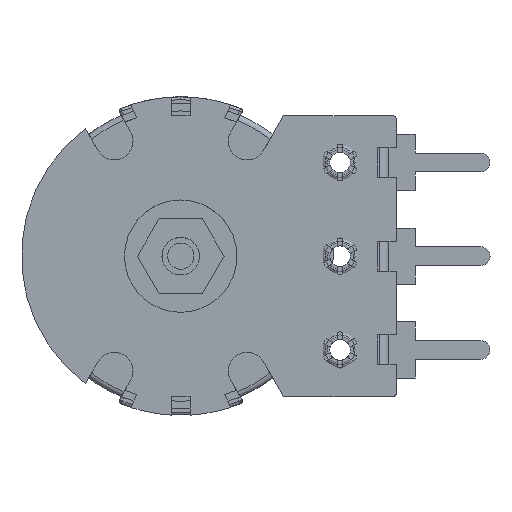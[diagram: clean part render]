
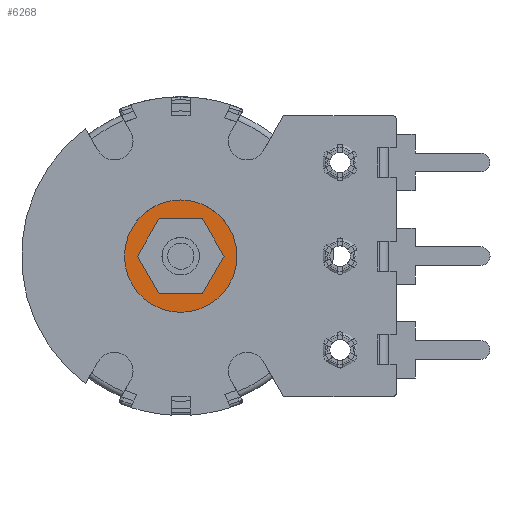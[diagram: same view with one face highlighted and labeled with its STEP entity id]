
A CAD part, left-side view. The second image highlights one B-rep face of the part: STEP entity #6268.
In plain terms, the highlighted face is planar.
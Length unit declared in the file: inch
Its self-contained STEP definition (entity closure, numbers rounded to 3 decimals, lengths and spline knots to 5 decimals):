
#110 = VECTOR ( 'NONE', #17698, 39.37008 ) ;
#435 = VERTEX_POINT ( 'NONE', #19570 ) ;
#477 = EDGE_CURVE ( 'NONE', #10043, #9262, #24158, .T. ) ;
#1310 = VERTEX_POINT ( 'NONE', #5266 ) ;
#1956 = ORIENTED_EDGE ( 'NONE', *, *, #24875, .F. ) ;
#2027 = CARTESIAN_POINT ( 'NONE',  ( -0.15029, 0.12613, 0.21881 ) ) ;
#4747 = CARTESIAN_POINT ( 'NONE',  ( -0.2684, 0.20488, 0.21881 ) ) ;
#5106 = EDGE_CURVE ( 'NONE', #16386, #10043, #28739, .T. ) ;
#5251 = VERTEX_POINT ( 'NONE', #17523 ) ;
#5266 = CARTESIAN_POINT ( 'NONE',  ( -0.03218, 0.20487, 0.21881 ) ) ;
#6268 = ADVANCED_FACE ( 'NONE', ( #14172, #16092 ), #22745, .T. ) ;
#6768 = DIRECTION ( 'NONE',  ( -1., 0., 0. ) ) ;
#8556 = CARTESIAN_POINT ( 'NONE',  ( -0.15029, 0.20487, 0.21881 ) ) ;
#8648 = DIRECTION ( 'NONE',  ( -0.5, 0.866, 0. ) ) ;
#8692 = CARTESIAN_POINT ( 'NONE',  ( -0.24121, 0.20488, 0.21881 ) ) ;
#8864 = EDGE_LOOP ( 'NONE', ( #13836, #19958, #12592, #20449, #23920, #10454 ) ) ;
#8888 = EDGE_CURVE ( 'NONE', #1310, #20995, #25847, .T. ) ;
#8965 = EDGE_LOOP ( 'NONE', ( #1956, #14755 ) ) ;
#9262 = VERTEX_POINT ( 'NONE', #16724 ) ;
#9479 = CARTESIAN_POINT ( 'NONE',  ( -0.05937, 0.20487, 0.21881 ) ) ;
#9656 = VERTEX_POINT ( 'NONE', #19180 ) ;
#10043 = VERTEX_POINT ( 'NONE', #17780 ) ;
#10454 = ORIENTED_EDGE ( 'NONE', *, *, #12200, .T. ) ;
#10670 = VECTOR ( 'NONE', #8648, 39.37008 ) ;
#11502 = CARTESIAN_POINT ( 'NONE',  ( -0.15029, 0.20487, 0.21881 ) ) ;
#11850 = LINE ( 'NONE', #23056, #19234 ) ;
#12143 = DIRECTION ( 'NONE',  ( 0.5, -0.866, 0. ) ) ;
#12200 = EDGE_CURVE ( 'NONE', #9656, #435, #23943, .T. ) ;
#12592 = ORIENTED_EDGE ( 'NONE', *, *, #5106, .T. ) ;
#13139 = AXIS2_PLACEMENT_3D ( 'NONE', #11502, #20475, #6768 ) ;
#13836 = ORIENTED_EDGE ( 'NONE', *, *, #15136, .T. ) ;
#14172 = FACE_BOUND ( 'NONE', #8864, .T. ) ;
#14263 = AXIS2_PLACEMENT_3D ( 'NONE', #24947, #25103, #27026 ) ;
#14755 = ORIENTED_EDGE ( 'NONE', *, *, #8888, .F. ) ;
#15136 = EDGE_CURVE ( 'NONE', #435, #5251, #22875, .T. ) ;
#15428 = VECTOR ( 'NONE', #19855, 39.37008 ) ;
#16092 = FACE_OUTER_BOUND ( 'NONE', #8965, .T. ) ;
#16316 = EDGE_CURVE ( 'NONE', #5251, #16386, #11850, .T. ) ;
#16386 = VERTEX_POINT ( 'NONE', #9479 ) ;
#16724 = CARTESIAN_POINT ( 'NONE',  ( -0.19575, 0.12614, 0.21881 ) ) ;
#17523 = CARTESIAN_POINT ( 'NONE',  ( -0.10483, 0.28361, 0.21881 ) ) ;
#17698 = DIRECTION ( 'NONE',  ( 0.5, 0.866, 0. ) ) ;
#17713 = DIRECTION ( 'NONE',  ( -1., 0., 0. ) ) ;
#17780 = CARTESIAN_POINT ( 'NONE',  ( -0.10483, 0.12613, 0.21881 ) ) ;
#17795 = LINE ( 'NONE', #21938, #10670 ) ;
#18888 = EDGE_CURVE ( 'NONE', #9262, #9656, #17795, .T. ) ;
#19180 = CARTESIAN_POINT ( 'NONE',  ( -0.24121, 0.20488, 0.21881 ) ) ;
#19234 = VECTOR ( 'NONE', #12143, 39.37008 ) ;
#19570 = CARTESIAN_POINT ( 'NONE',  ( -0.19575, 0.28362, 0.21881 ) ) ;
#19846 = VECTOR ( 'NONE', #23882, 39.37008 ) ;
#19855 = DIRECTION ( 'NONE',  ( -1., 0., 0. ) ) ;
#19920 = DIRECTION ( 'NONE',  ( 0., 0., -1. ) ) ;
#19958 = ORIENTED_EDGE ( 'NONE', *, *, #16316, .T. ) ;
#20449 = ORIENTED_EDGE ( 'NONE', *, *, #477, .T. ) ;
#20475 = DIRECTION ( 'NONE',  ( 0., 0., -1. ) ) ;
#20625 = CARTESIAN_POINT ( 'NONE',  ( -0.15029, 0.28361, 0.21881 ) ) ;
#20857 = CIRCLE ( 'NONE', #25108, 0.11811 ) ;
#20995 = VERTEX_POINT ( 'NONE', #4747 ) ;
#21938 = CARTESIAN_POINT ( 'NONE',  ( -0.19575, 0.12614, 0.21881 ) ) ;
#21954 = CARTESIAN_POINT ( 'NONE',  ( -0.05937, 0.20487, 0.21881 ) ) ;
#22745 = PLANE ( 'NONE',  #14263 ) ;
#22875 = LINE ( 'NONE', #20625, #27490 ) ;
#23056 = CARTESIAN_POINT ( 'NONE',  ( -0.10483, 0.28361, 0.21881 ) ) ;
#23882 = DIRECTION ( 'NONE',  ( -0.5, -0.866, 0. ) ) ;
#23920 = ORIENTED_EDGE ( 'NONE', *, *, #18888, .T. ) ;
#23943 = LINE ( 'NONE', #8692, #110 ) ;
#24158 = LINE ( 'NONE', #2027, #15428 ) ;
#24875 = EDGE_CURVE ( 'NONE', #20995, #1310, #20857, .T. ) ;
#24947 = CARTESIAN_POINT ( 'NONE',  ( -0.15029, 0.20487, 0.21881 ) ) ;
#25103 = DIRECTION ( 'NONE',  ( 0., 0., 1. ) ) ;
#25108 = AXIS2_PLACEMENT_3D ( 'NONE', #8556, #19920, #17713 ) ;
#25847 = CIRCLE ( 'NONE', #13139, 0.11811 ) ;
#27026 = DIRECTION ( 'NONE',  ( 1., 0., 0. ) ) ;
#27436 = DIRECTION ( 'NONE',  ( 1., 0., 0. ) ) ;
#27490 = VECTOR ( 'NONE', #27436, 39.37008 ) ;
#28739 = LINE ( 'NONE', #21954, #19846 ) ;
